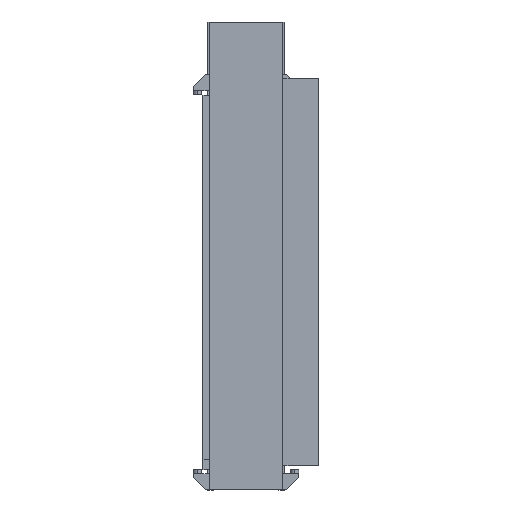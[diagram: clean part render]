
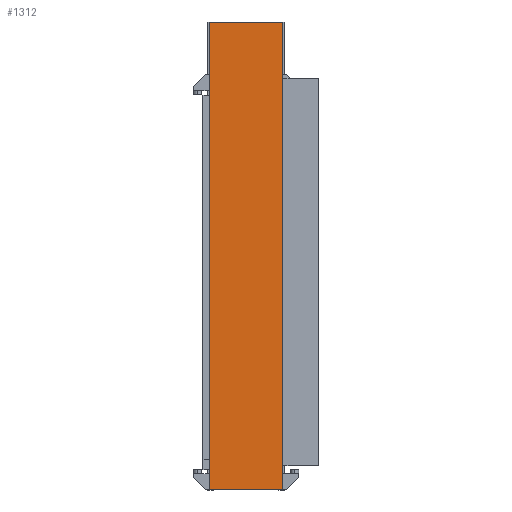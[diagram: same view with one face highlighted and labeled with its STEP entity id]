
A CAD part, top view. The second image highlights one B-rep face of the part: STEP entity #1312.
In plain terms, the highlighted planar face has unit normal (0, 0, 1).
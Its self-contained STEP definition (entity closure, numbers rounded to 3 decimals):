
#49 = VERTEX_POINT ( 'NONE', #676 ) ;
#76 = EDGE_CURVE ( 'NONE', #1490, #524, #1923, .T. ) ;
#143 = VECTOR ( 'NONE', #340, 1000. ) ;
#182 = CARTESIAN_POINT ( 'NONE',  ( -230., 2920., 193. ) ) ;
#243 = VERTEX_POINT ( 'NONE', #1086 ) ;
#281 = ORIENTED_EDGE ( 'NONE', *, *, #1232, .T. ) ;
#340 = DIRECTION ( 'NONE',  ( 0., -1., 0. ) ) ;
#377 = CARTESIAN_POINT ( 'NONE',  ( -230., 0., 193. ) ) ;
#398 = DIRECTION ( 'NONE',  ( 1., 0., 0. ) ) ;
#401 = DIRECTION ( 'NONE',  ( 0., 1., 0. ) ) ;
#439 = VECTOR ( 'NONE', #980, 1000. ) ;
#462 = DIRECTION ( 'NONE',  ( 1., 0., 0. ) ) ;
#471 = CARTESIAN_POINT ( 'NONE',  ( 230., 2920., 193. ) ) ;
#521 = DIRECTION ( 'NONE',  ( -1., 0., 0. ) ) ;
#523 = EDGE_CURVE ( 'NONE', #524, #718, #735, .T. ) ;
#524 = VERTEX_POINT ( 'NONE', #182 ) ;
#590 = LINE ( 'NONE', #1477, #1532 ) ;
#619 = CARTESIAN_POINT ( 'NONE',  ( 230., 150., 193. ) ) ;
#623 = DIRECTION ( 'NONE',  ( 0., 1., 0. ) ) ;
#647 = PLANE ( 'NONE',  #1599 ) ;
#676 = CARTESIAN_POINT ( 'NONE',  ( 230., 2570., 193. ) ) ;
#718 = VERTEX_POINT ( 'NONE', #1847 ) ;
#731 = EDGE_CURVE ( 'NONE', #49, #1490, #590, .T. ) ;
#735 = LINE ( 'NONE', #1592, #143 ) ;
#769 = ORIENTED_EDGE ( 'NONE', *, *, #1850, .T. ) ;
#849 = FACE_OUTER_BOUND ( 'NONE', #2227, .T. ) ;
#980 = DIRECTION ( 'NONE',  ( 0., 1., 0. ) ) ;
#1083 = ORIENTED_EDGE ( 'NONE', *, *, #1469, .T. ) ;
#1086 = CARTESIAN_POINT ( 'NONE',  ( 230., 0., 193. ) ) ;
#1108 = LINE ( 'NONE', #377, #1557 ) ;
#1180 = VECTOR ( 'NONE', #401, 1000. ) ;
#1232 = EDGE_CURVE ( 'NONE', #1537, #49, #1564, .T. ) ;
#1288 = CARTESIAN_POINT ( 'NONE',  ( 230., 0., 193. ) ) ;
#1312 = ADVANCED_FACE ( 'NONE', ( #849 ), #647, .T. ) ;
#1354 = CARTESIAN_POINT ( 'NONE',  ( 0., 0., 193. ) ) ;
#1378 = CARTESIAN_POINT ( 'NONE',  ( 230., 0., 193. ) ) ;
#1469 = EDGE_CURVE ( 'NONE', #243, #1537, #1471, .T. ) ;
#1471 = LINE ( 'NONE', #1288, #1180 ) ;
#1477 = CARTESIAN_POINT ( 'NONE',  ( 230., 0., 193. ) ) ;
#1490 = VERTEX_POINT ( 'NONE', #1494 ) ;
#1494 = CARTESIAN_POINT ( 'NONE',  ( 230., 2920., 193. ) ) ;
#1532 = VECTOR ( 'NONE', #623, 1000. ) ;
#1537 = VERTEX_POINT ( 'NONE', #619 ) ;
#1557 = VECTOR ( 'NONE', #398, 1000. ) ;
#1563 = ORIENTED_EDGE ( 'NONE', *, *, #523, .T. ) ;
#1564 = LINE ( 'NONE', #1378, #439 ) ;
#1592 = CARTESIAN_POINT ( 'NONE',  ( -230., 2920., 193. ) ) ;
#1599 = AXIS2_PLACEMENT_3D ( 'NONE', #1354, #2233, #462 ) ;
#1794 = VECTOR ( 'NONE', #521, 1000. ) ;
#1847 = CARTESIAN_POINT ( 'NONE',  ( -230., 0., 193. ) ) ;
#1850 = EDGE_CURVE ( 'NONE', #718, #243, #1108, .T. ) ;
#1923 = LINE ( 'NONE', #471, #1794 ) ;
#2163 = ORIENTED_EDGE ( 'NONE', *, *, #731, .T. ) ;
#2227 = EDGE_LOOP ( 'NONE', ( #1563, #769, #1083, #281, #2163, #2228 ) ) ;
#2228 = ORIENTED_EDGE ( 'NONE', *, *, #76, .T. ) ;
#2233 = DIRECTION ( 'NONE',  ( 0., 0., 1. ) ) ;
